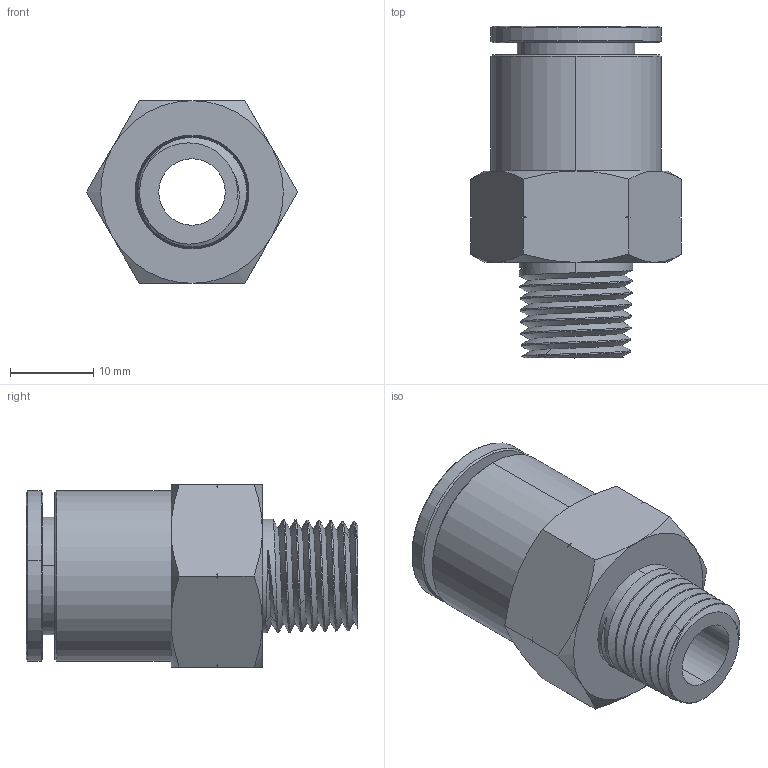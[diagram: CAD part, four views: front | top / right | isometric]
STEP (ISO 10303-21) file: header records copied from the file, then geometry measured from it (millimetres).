
FILE_DESCRIPTION (( 'STEP AP203' ), '1' );
FILE_NAME ('MCS1-2N1-4W.STEP', '2016-10-20T18:59:42', ( '' ), ( '' ), 'SwSTEP 2.0', 'SolidWorks 2016', '' );
FILE_SCHEMA (( 'CONFIG_CONTROL_DESIGN' ));
Products named in the file (1): MCS1-2N1-4W
Bounding box: 25.4 x 39.96 x 22 mm (x, y, z)
Volume: 7072.1 mm3; surface area: 8594 mm2
Topology: 6 solids, 6 shells, 458 faces, 1272 edges, 833 vertices
Faces by surface type: cone 172, plane 158, bspline 64, cylinder 64
Entity records: 56147 total; most frequent: CARTESIAN_POINT 45292, ORIENTED_EDGE 2544, DIRECTION 1908, EDGE_CURVE 1272, VERTEX_POINT 833, AXIS2_PLACEMENT_3D 787, B_SPLINE_CURVE_WITH_KNOTS 546, EDGE_LOOP 477
